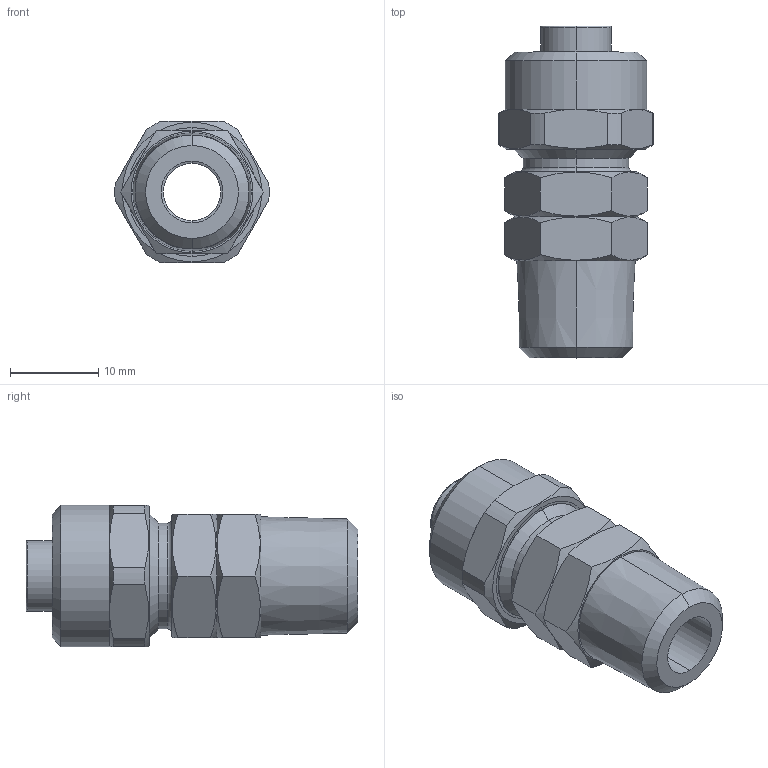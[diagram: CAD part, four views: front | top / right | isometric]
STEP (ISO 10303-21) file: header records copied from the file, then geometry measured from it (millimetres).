
FILE_DESCRIPTION(( 'MC.29.10.14.STEP' ), '1');
FILE_NAME( 'MC.29.10.14.STEP', '2018-11-09T15:44:54',( 'Sopra'),('sopra-pneumatic.com'), 'SwSTEP 2.0','SolidWorks 2009','' );
FILE_SCHEMA (( 'CONFIG_CONTROL_DESIGN' ));
Length unit declared in the file: millimetre
Products named in the file (1): 02190052
Bounding box: 17.49 x 37.6 x 16 mm (x, y, z)
Volume: 4533.1 mm3; surface area: 2924.4 mm2
Topology: 1 solids, 1 shells, 81 faces, 190 edges, 116 vertices
Faces by surface type: cone 32, plane 25, cylinder 20, torus 4
Entity records: 2643 total; most frequent: CARTESIAN_POINT 752, ORIENTED_EDGE 380, DIRECTION 376, EDGE_CURVE 190, AXIS2_PLACEMENT_3D 156, VERTEX_POINT 116, EDGE_LOOP 88, FACE_OUTER_BOUND 81
